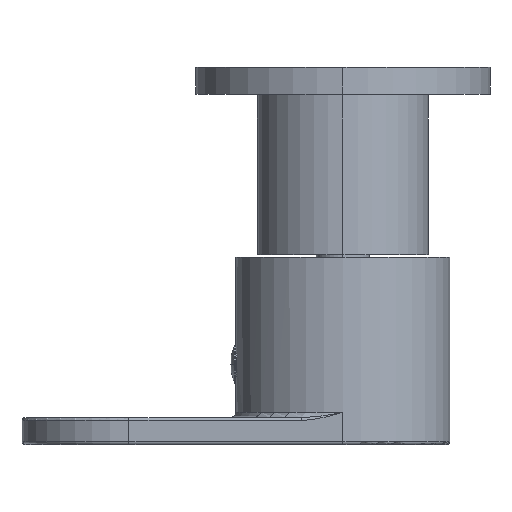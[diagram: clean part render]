
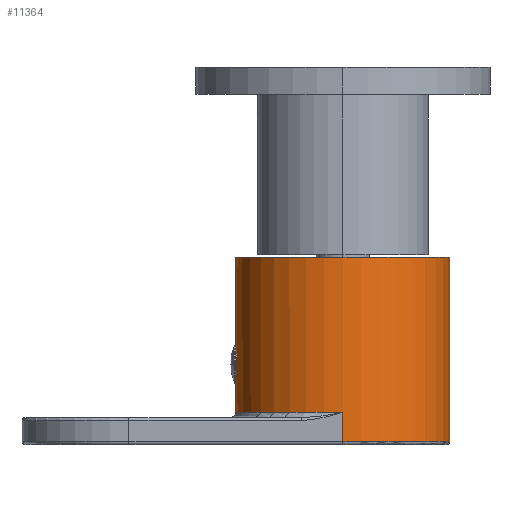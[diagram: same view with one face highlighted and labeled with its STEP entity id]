
A CAD part, left-side view. The second image highlights one B-rep face of the part: STEP entity #11364.
In plain terms, the highlighted cylindrical face has radius 20 mm (diameter 40 mm), a partial arc.
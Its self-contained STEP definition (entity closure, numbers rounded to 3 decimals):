
#8524=CARTESIAN_POINT('',(0.,34.5,0.));
#8525=DIRECTION('',(0.,-1.,0.));
#8526=DIRECTION('',(0.,0.,1.));
#8527=AXIS2_PLACEMENT_3D('',#8524,#8525,#8526);
#8549=DIRECTION('',(0.,1.,0.));
#8550=VECTOR('',#8549,34.5);
#8551=CARTESIAN_POINT('',(-20.,0.,0.));
#8552=LINE('',#8551,#8550);
#8553=DIRECTION('',(0.,-1.,0.));
#8554=VECTOR('',#8553,5.5);
#8555=CARTESIAN_POINT('',(0.,34.5,20.));
#8556=LINE('',#8555,#8554);
#8557=CARTESIAN_POINT('',(20.,17.4,0.));
#8558=CARTESIAN_POINT('',(20.,17.4,0.206));
#8559=CARTESIAN_POINT('',(19.994,17.449,0.62));
#8560=CARTESIAN_POINT('',(19.966,17.673,1.218));
#8561=CARTESIAN_POINT('',(19.926,18.037,1.744));
#8562=CARTESIAN_POINT('',(19.884,18.51,2.161));
#8563=CARTESIAN_POINT('',(19.849,19.066,2.454));
#8564=CARTESIAN_POINT('',(19.83,19.682,2.606));
#8565=CARTESIAN_POINT('',(19.829,20.305,2.607));
#8566=CARTESIAN_POINT('',(19.849,20.922,2.459));
#8567=CARTESIAN_POINT('',(19.883,21.483,2.167));
#8568=CARTESIAN_POINT('',(19.926,21.964,1.743));
#8569=CARTESIAN_POINT('',(19.965,22.325,1.22));
#8570=CARTESIAN_POINT('',(19.993,22.55,0.624));
#8571=CARTESIAN_POINT('',(20.,22.6,0.207));
#8572=CARTESIAN_POINT('',(20.,22.6,0.));
#8599=DIRECTION('',(0.,1.,0.));
#8600=VECTOR('',#8599,6.4);
#8601=CARTESIAN_POINT('',(20.,22.6,0.));
#8602=LINE('',#8601,#8600);
#8607=DIRECTION('',(0.,1.,0.));
#8608=VECTOR('',#8607,17.4);
#8609=CARTESIAN_POINT('',(20.,0.,0.));
#8610=LINE('',#8609,#8608);
#8628=CARTESIAN_POINT('',(0.,29.,0.));
#8629=DIRECTION('',(0.,-1.,0.));
#8630=DIRECTION('',(1.,0.,0.));
#8631=AXIS2_PLACEMENT_3D('',#8628,#8629,#8630);
#8633=CARTESIAN_POINT('',(0.,29.,0.));
#8634=DIRECTION('',(0.,-1.,0.));
#8635=DIRECTION('',(1.,0.,0.007));
#8636=AXIS2_PLACEMENT_3D('',#8633,#8634,#8635);
#8765=CARTESIAN_POINT('',(0.,0.,0.));
#8766=DIRECTION('',(0.,1.,0.));
#8767=DIRECTION('',(-1.,0.,0.));
#8768=AXIS2_PLACEMENT_3D('',#8765,#8766,#8767);
#10940=CARTESIAN_POINT('',(0.,34.5,20.));
#10941=CARTESIAN_POINT('',(-20.,34.5,0.));
#10942=VERTEX_POINT('',#10940);
#10943=VERTEX_POINT('',#10941);
#10946=VERTEX_POINT('',#8557);
#10947=VERTEX_POINT('',#8572);
#10948=CARTESIAN_POINT('',(20.,0.,0.));
#10949=VERTEX_POINT('',#10948);
#10950=CARTESIAN_POINT('',(-20.,0.,0.));
#10951=VERTEX_POINT('',#10950);
#10952=CARTESIAN_POINT('',(0.,29.,20.));
#10953=VERTEX_POINT('',#10952);
#10954=CARTESIAN_POINT('',(19.999,29.,0.142));
#10955=VERTEX_POINT('',#10954);
#10956=CARTESIAN_POINT('',(20.,29.,0.));
#10957=VERTEX_POINT('',#10956);
#11340=CARTESIAN_POINT('',(0.,36.75,0.));
#11341=DIRECTION('',(0.,-1.,0.));
#11342=DIRECTION('',(-1.,0.,0.));
#11343=AXIS2_PLACEMENT_3D('',#11340,#11341,#11342);
#11344=CYLINDRICAL_SURFACE('',#11343,20.);
#11346=ORIENTED_EDGE('',*,*,#11345,.F.);
#11348=ORIENTED_EDGE('',*,*,#11347,.F.);
#11350=ORIENTED_EDGE('',*,*,#11349,.F.);
#11352=ORIENTED_EDGE('',*,*,#11351,.T.);
#11353=ORIENTED_EDGE('',*,*,#11326,.F.);
#11355=ORIENTED_EDGE('',*,*,#11354,.T.);
#11357=ORIENTED_EDGE('',*,*,#11356,.F.);
#11359=ORIENTED_EDGE('',*,*,#11358,.F.);
#11361=ORIENTED_EDGE('',*,*,#11360,.F.);
#11362=EDGE_LOOP('',(#11346,#11348,#11350,#11352,#11353,#11355,#11357,#11359,
#11361));
#11363=FACE_OUTER_BOUND('',#11362,.F.);
#8528=CIRCLE('',#8527,20.);
#8573=B_SPLINE_CURVE_WITH_KNOTS('',3,(#8557,#8558,#8559,#8560,#8561,#8562,#8563,
#8564,#8565,#8566,#8567,#8568,#8569,#8570,#8571,#8572),.UNSPECIFIED.,.F.,.F.,(4,
1,1,1,1,1,1,1,1,1,1,1,1,4),(0.,0.077,0.154,
0.231,0.308,0.385,0.462,
0.538,0.615,0.692,0.769,
0.846,0.923,1.),.UNSPECIFIED.);
#8632=CIRCLE('',#8631,20.);
#8637=CIRCLE('',#8636,20.);
#8769=CIRCLE('',#8768,20.);
#11326=EDGE_CURVE('',#10942,#10943,#8528,.T.);
#11345=EDGE_CURVE('',#10946,#10947,#8573,.T.);
#11347=EDGE_CURVE('',#10949,#10946,#8610,.T.);
#11349=EDGE_CURVE('',#10951,#10949,#8769,.T.);
#11351=EDGE_CURVE('',#10951,#10943,#8552,.T.);
#11354=EDGE_CURVE('',#10942,#10953,#8556,.T.);
#11356=EDGE_CURVE('',#10955,#10953,#8637,.T.);
#11358=EDGE_CURVE('',#10957,#10955,#8632,.T.);
#11360=EDGE_CURVE('',#10947,#10957,#8602,.T.);
#11364=ADVANCED_FACE('',(#11363),#11344,.T.);
